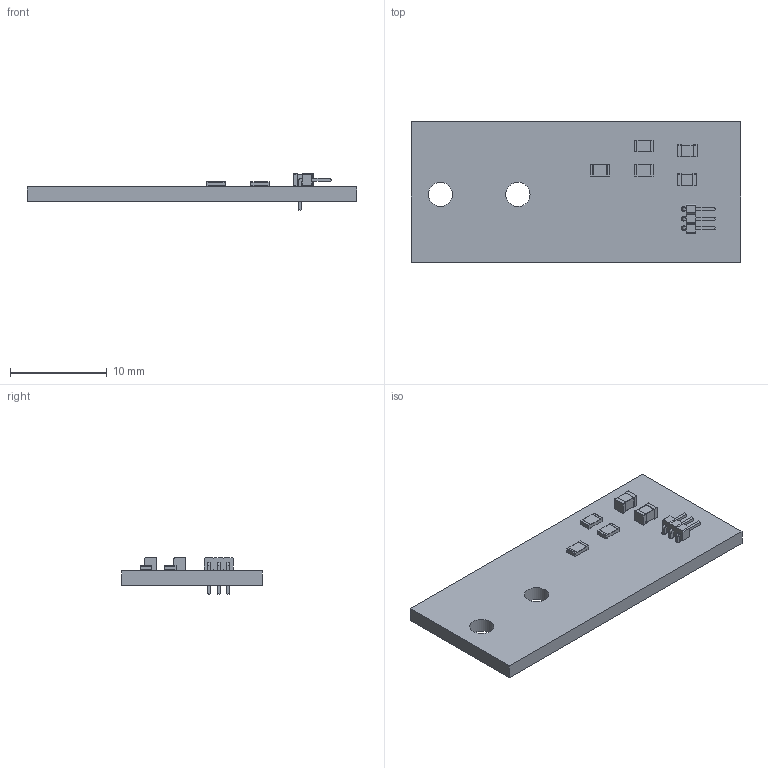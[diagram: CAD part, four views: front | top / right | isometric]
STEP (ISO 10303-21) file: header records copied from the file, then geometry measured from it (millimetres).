
FILE_DESCRIPTION(('KiCad electronic assembly'),'2;1');
FILE_NAME('greenlight.step','2025-08-05T22:04:32',('Pcbnew'),('Kicad'), 'Open CASCADE STEP processor 7.8','KiCad to STEP converter','Unknown' );
FILE_SCHEMA(('AUTOMOTIVE_DESIGN { 1 0 10303 214 1 1 1 1 }'));
Length unit declared in the file: millimetre
Products named in the file (5): greenlight 1; C_0805_2012Metric; R_0805_2012Metric; PinHeader_1x03_P1.00mm_Horizontal; greenlight_PCB
Assembly tree (7 placements, depth 2):
  greenlight 1
    C_0805_2012Metric  x2
    R_0805_2012Metric  x3
    PinHeader_1x03_P1.00mm_Horizontal
    greenlight_PCB
Bounding box: 34 x 14.5 x 3.77 mm (x, y, z)
Volume: 742.7 mm3; surface area: 1226.4 mm2
Topology: 7 solids, 7 shells, 230 faces, 582 edges, 376 vertices
Faces by surface type: plane 174, cylinder 56
Full cylindrical faces by diameter (mm): 0.5 x3, 2.5 x2
Entity records: 5501 total; most frequent: CARTESIAN_POINT 772, ORIENTED_EDGE 748, DIRECTION 746, EDGE_CURVE 374, LINE 318, VECTOR 318, VERTEX_POINT 240, AXIS2_PLACEMENT_3D 214
